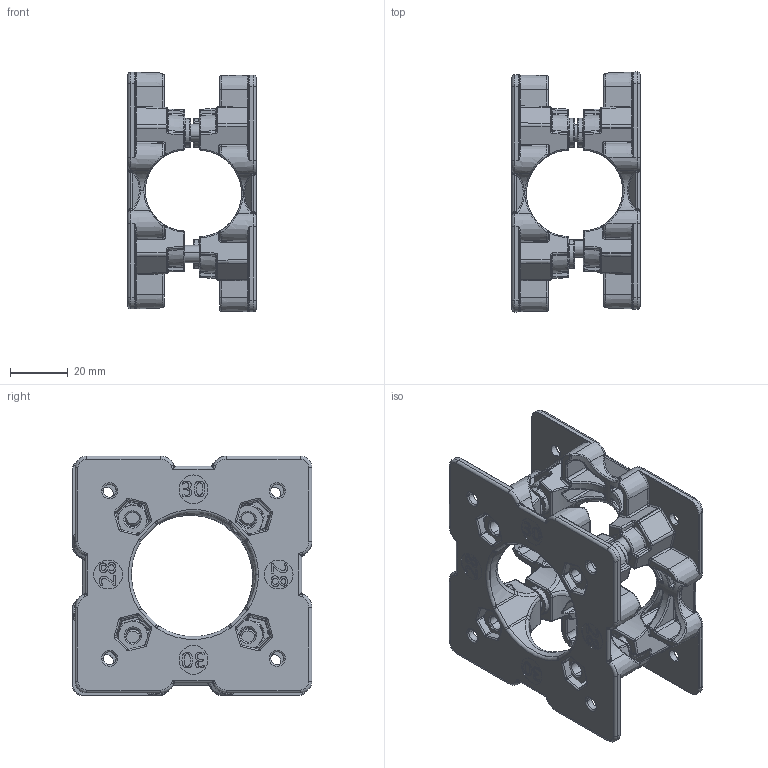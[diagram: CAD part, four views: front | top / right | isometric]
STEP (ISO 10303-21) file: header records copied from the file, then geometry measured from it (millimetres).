
FILE_DESCRIPTION (( 'STEP AP214' ), '1' );
FILE_NAME ('new products061MA291D.step', '2017-09-26T12:27:59', ( '' ), ( '' ), 'SwSTEP 2.0', 'SolidWorks 2017', '' );
FILE_SCHEMA (( 'AUTOMOTIVE_DESIGN' ));
Length unit declared in the file: millimetre
Products named in the file (4): cap screw ISO 4762 M6x30_ISO 4762 M6; Hexagon nut ISO 4032 M6_4DIN4032M6M; 061MA291DR01-a-Tab_061MA291DR01-a-Tab; new products061MA291D
Assembly tree (10 placements, depth 2):
  new products061MA291D
    061MA291DR01-a-Tab_061MA291DR01-a-Tab  x2
    Hexagon nut ISO 4032 M6_4DIN4032M6M  x4
    cap screw ISO 4762 M6x30_ISO 4762 M6  x4
Bounding box: 44.4 x 83.06 x 83.06 mm (x, y, z)
Volume: 66837 mm3; surface area: 46580.1 mm2
Topology: 10 solids, 10 shells, 3726 faces, 8648 edges, 4938 vertices
Faces by surface type: bspline 1028, cylinder 784, torus 734, cone 538, plane 534, sphere 108
Entity records: 67511 total; most frequent: CARTESIAN_POINT 29802, ORIENTED_EDGE 8338, DIRECTION 7437, EDGE_CURVE 4169, AXIS2_PLACEMENT_3D 3127, VERTEX_POINT 2402, EDGE_LOOP 1863, CIRCLE 1820
